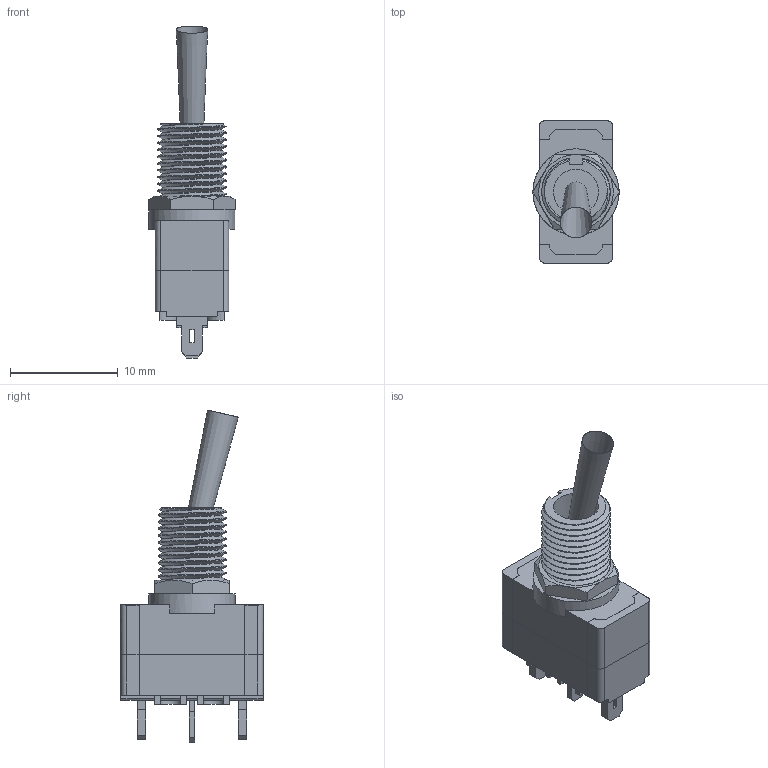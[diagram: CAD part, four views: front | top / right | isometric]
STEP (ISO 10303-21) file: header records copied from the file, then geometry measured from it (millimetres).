
FILE_DESCRIPTION(/* description */ (''),/* implementation_level */ '2;1');
FILE_NAME(/* name */ 'McMaster_7347K11_AdjustedToMatchFeedSwitch.step',/* time_stamp */ '2022-04-04T20:06:03-05:00',/* author */ (''),/* organization */ (''),/* preprocessor_version */ 'ST-DEVELOPER v18.1',/* originating_system */ 'Autodesk Translation Framework v10.14.0.1471',/* authorisation */ '');
FILE_SCHEMA (('AUTOMOTIVE_DESIGN { 1 0 10303 214 3 1 1 }'));
Products named in the file (2): McMaster_7347K11_SimilarToFeedSwitch; Modified McMaster Switch
Assembly tree (1 placements, depth 2):
  McMaster_7347K11_SimilarToFeedSwitch
    Modified McMaster Switch
Bounding box: 8 x 13.2 x 30.8 mm (x, y, z)
Volume: 1765.9 mm3; surface area: 1840.6 mm2
Topology: 3 solids, 5 shells, 352 faces, 972 edges, 635 vertices
Faces by surface type: plane 185, bspline 92, cylinder 56, cone 18, sphere 1
Full cylindrical faces by diameter (mm): 4.197 x2, 8 x2
Entity records: 39151 total; most frequent: CARTESIAN_POINT 30973, ORIENTED_EDGE 1938, DIRECTION 1344, EDGE_CURVE 969, VERTEX_POINT 635, LINE 576, VECTOR 576, AXIS2_PLACEMENT_3D 384
